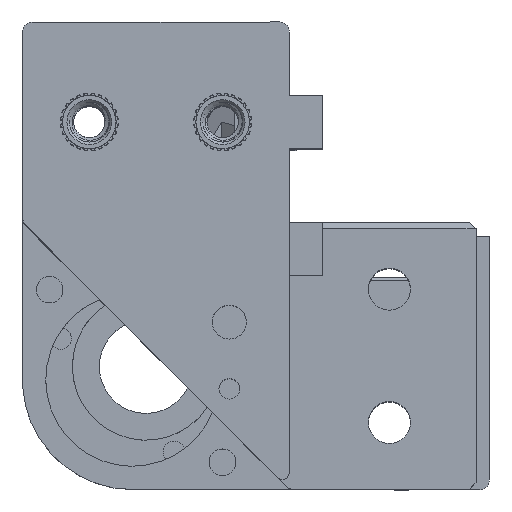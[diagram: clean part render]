
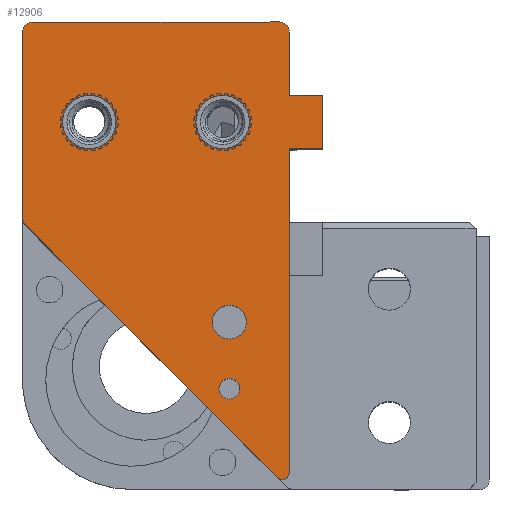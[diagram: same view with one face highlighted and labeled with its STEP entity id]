
A CAD part, top view. The second image highlights one B-rep face of the part: STEP entity #12906.
In plain terms, the highlighted face is planar.
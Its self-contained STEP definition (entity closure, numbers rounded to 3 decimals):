
#1342=FACE_BOUND('',#2453,.T.);
#1343=FACE_BOUND('',#2454,.T.);
#1344=FACE_BOUND('',#2455,.T.);
#1345=FACE_BOUND('',#2456,.T.);
#1445=PLANE('',#13800);
#1671=FACE_OUTER_BOUND('',#2452,.T.);
#2452=EDGE_LOOP('',(#8813,#8814,#8815,#8816,#8817,#8818,#8819,#8820,#8821,
#8822,#8823,#8824));
#2453=EDGE_LOOP('',(#8825));
#2454=EDGE_LOOP('',(#8826));
#2455=EDGE_LOOP('',(#8827));
#2456=EDGE_LOOP('',(#8828));
#3245=LINE('',#18369,#3808);
#3249=LINE('',#18377,#3812);
#3253=LINE('',#18385,#3816);
#3257=LINE('',#18392,#3820);
#3258=LINE('',#18394,#3821);
#3281=LINE('',#18625,#3844);
#3305=LINE('',#18718,#3868);
#3308=LINE('',#18726,#3871);
#3808=VECTOR('',#15195,10.);
#3812=VECTOR('',#15203,10.);
#3816=VECTOR('',#15211,10.);
#3820=VECTOR('',#15217,10.);
#3821=VECTOR('',#15218,10.);
#3844=VECTOR('',#15277,10.);
#3868=VECTOR('',#15379,10.);
#3871=VECTOR('',#15388,10.);
#4333=CIRCLE('',#13753,1.);
#4338=CIRCLE('',#13761,4.);
#4341=CIRCLE('',#13766,4.);
#4355=CIRCLE('',#13789,1.5);
#4356=CIRCLE('',#13791,1.55);
#4357=CIRCLE('',#13796,1.5);
#4358=CIRCLE('',#13799,1.5);
#4359=CIRCLE('',#13801,2.55);
#5006=VERTEX_POINT('',#18366);
#5007=VERTEX_POINT('',#18368);
#5009=VERTEX_POINT('',#18376);
#5011=VERTEX_POINT('',#18384);
#5013=VERTEX_POINT('',#18390);
#5014=VERTEX_POINT('',#18393);
#5042=VERTEX_POINT('',#18618);
#5044=VERTEX_POINT('',#18624);
#5053=VERTEX_POINT('',#18646);
#5056=VERTEX_POINT('',#18655);
#5072=VERTEX_POINT('',#18703);
#5073=VERTEX_POINT('',#18707);
#5074=VERTEX_POINT('',#18717);
#5075=VERTEX_POINT('',#18721);
#5076=VERTEX_POINT('',#18725);
#5077=VERTEX_POINT('',#18731);
#6423=EDGE_CURVE('',#5006,#5007,#3245,.T.);
#6427=EDGE_CURVE('',#5009,#5007,#3249,.T.);
#6431=EDGE_CURVE('',#5011,#5009,#3253,.T.);
#6435=EDGE_CURVE('',#5006,#5013,#3257,.T.);
#6436=EDGE_CURVE('',#5014,#5011,#3258,.T.);
#6474=EDGE_CURVE('',#5042,#5014,#4333,.T.);
#6477=EDGE_CURVE('',#5044,#5042,#3281,.T.);
#6488=EDGE_CURVE('',#5053,#5053,#4338,.F.);
#6492=EDGE_CURVE('',#5056,#5056,#4341,.F.);
#6515=EDGE_CURVE('',#5044,#5072,#4355,.T.);
#6517=EDGE_CURVE('',#5073,#5073,#4356,.T.);
#6523=EDGE_CURVE('',#5074,#5072,#3305,.T.);
#6525=EDGE_CURVE('',#5074,#5075,#4357,.T.);
#6527=EDGE_CURVE('',#5076,#5075,#3308,.T.);
#6529=EDGE_CURVE('',#5076,#5013,#4358,.T.);
#6530=EDGE_CURVE('',#5077,#5077,#4359,.T.);
#8813=ORIENTED_EDGE('',*,*,#6474,.T.);
#8814=ORIENTED_EDGE('',*,*,#6436,.T.);
#8815=ORIENTED_EDGE('',*,*,#6431,.T.);
#8816=ORIENTED_EDGE('',*,*,#6427,.T.);
#8817=ORIENTED_EDGE('',*,*,#6423,.F.);
#8818=ORIENTED_EDGE('',*,*,#6435,.T.);
#8819=ORIENTED_EDGE('',*,*,#6529,.F.);
#8820=ORIENTED_EDGE('',*,*,#6527,.T.);
#8821=ORIENTED_EDGE('',*,*,#6525,.F.);
#8822=ORIENTED_EDGE('',*,*,#6523,.T.);
#8823=ORIENTED_EDGE('',*,*,#6515,.F.);
#8824=ORIENTED_EDGE('',*,*,#6477,.T.);
#8825=ORIENTED_EDGE('',*,*,#6488,.F.);
#8826=ORIENTED_EDGE('',*,*,#6492,.F.);
#8827=ORIENTED_EDGE('',*,*,#6517,.F.);
#8828=ORIENTED_EDGE('',*,*,#6530,.T.);
#12906=ADVANCED_FACE('',(#1671,#1342,#1343,#1344,#1345),#1445,.F.);
#13753=AXIS2_PLACEMENT_3D('',#18619,#15270,#15271);
#13761=AXIS2_PLACEMENT_3D('',#18647,#15295,#15296);
#13766=AXIS2_PLACEMENT_3D('',#18656,#15306,#15307);
#13789=AXIS2_PLACEMENT_3D('',#18704,#15361,#15362);
#13791=AXIS2_PLACEMENT_3D('',#18708,#15366,#15367);
#13796=AXIS2_PLACEMENT_3D('',#18722,#15383,#15384);
#13799=AXIS2_PLACEMENT_3D('',#18729,#15392,#15393);
#13800=AXIS2_PLACEMENT_3D('',#18730,#15394,#15395);
#13801=AXIS2_PLACEMENT_3D('',#18732,#15396,#15397);
#15195=DIRECTION('',(-1.,0.,0.));
#15203=DIRECTION('',(0.,1.,0.));
#15211=DIRECTION('',(-1.,0.,0.));
#15217=DIRECTION('',(0.,1.,0.));
#15218=DIRECTION('',(0.,1.,0.));
#15270=DIRECTION('center_axis',(0.,0.,
-1.));
#15271=DIRECTION('ref_axis',(-0.383,-0.924,0.));
#15277=DIRECTION('',(-0.707,-0.707,0.));
#15295=DIRECTION('center_axis',(0.,0.,
1.));
#15296=DIRECTION('ref_axis',(1.,0.,0.));
#15306=DIRECTION('center_axis',(0.,0.,
1.));
#15307=DIRECTION('ref_axis',(1.,0.,0.));
#15361=DIRECTION('center_axis',(0.,0.,
1.));
#15362=DIRECTION('ref_axis',(0.707,-0.707,0.));
#15366=DIRECTION('center_axis',(0.,0.,
-1.));
#15367=DIRECTION('ref_axis',(1.,0.,0.));
#15379=DIRECTION('',(0.,-1.,0.));
#15383=DIRECTION('center_axis',(0.,0.,
1.));
#15384=DIRECTION('ref_axis',(1.,0.,0.));
#15388=DIRECTION('',(1.,0.,0.));
#15392=DIRECTION('center_axis',(0.,0.,
1.));
#15393=DIRECTION('ref_axis',(0.,1.,0.));
#15394=DIRECTION('center_axis',(0.,0.,
1.));
#15395=DIRECTION('ref_axis',(-1.,0.,0.));
#15396=DIRECTION('center_axis',(0.,0.,
1.));
#15397=DIRECTION('ref_axis',(-1.,0.,0.));
#18366=CARTESIAN_POINT('',(0.,18.998,-30.));
#18368=CARTESIAN_POINT('',(-5.,18.998,-30.));
#18369=CARTESIAN_POINT('',(0.,18.998,-30.));
#18376=CARTESIAN_POINT('',(-5.,10.998,-30.));
#18377=CARTESIAN_POINT('',(-5.,-37.586,-30.));
#18384=CARTESIAN_POINT('',(0.,10.998,-30.));
#18385=CARTESIAN_POINT('',(0.,10.998,-30.));
#18390=CARTESIAN_POINT('',(0.,28.5,-30.));
#18392=CARTESIAN_POINT('',(0.,-6.25,-30.));
#18393=CARTESIAN_POINT('',(0.,-37.586,-30.));
#18394=CARTESIAN_POINT('',(0.,-6.25,-30.));
#18618=CARTESIAN_POINT('',(1.707,-38.293,-30.));
#18619=CARTESIAN_POINT('Origin',(1.,-37.586,-30.));
#18624=CARTESIAN_POINT('',(39.561,-0.439,-30.));
#18625=CARTESIAN_POINT('',(39.561,-0.439,-30.));
#18646=CARTESIAN_POINT('',(6.,15.,-30.));
#18647=CARTESIAN_POINT('Origin',(10.,15.,-30.));
#18655=CARTESIAN_POINT('',(26.,15.,-30.));
#18656=CARTESIAN_POINT('Origin',(30.,15.,-30.));
#18703=CARTESIAN_POINT('',(40.,0.621,-30.));
#18704=CARTESIAN_POINT('Origin',(38.5,0.621,-30.));
#18707=CARTESIAN_POINT('',(7.45,-25.,-30.));
#18708=CARTESIAN_POINT('Origin',(9.,-25.,-30.));
#18717=CARTESIAN_POINT('',(40.,28.5,-30.));
#18718=CARTESIAN_POINT('',(40.,28.5,-30.));
#18721=CARTESIAN_POINT('',(38.5,30.,-30.));
#18722=CARTESIAN_POINT('Origin',(38.5,28.5,-30.));
#18725=CARTESIAN_POINT('',(1.5,30.,-30.));
#18726=CARTESIAN_POINT('',(1.5,30.,-30.));
#18729=CARTESIAN_POINT('Origin',(1.5,28.5,-30.));
#18730=CARTESIAN_POINT('Origin',(5.,-5.,-30.));
#18731=CARTESIAN_POINT('',(11.55,-15.,-30.));
#18732=CARTESIAN_POINT('Origin',(9.,-15.,-30.));
